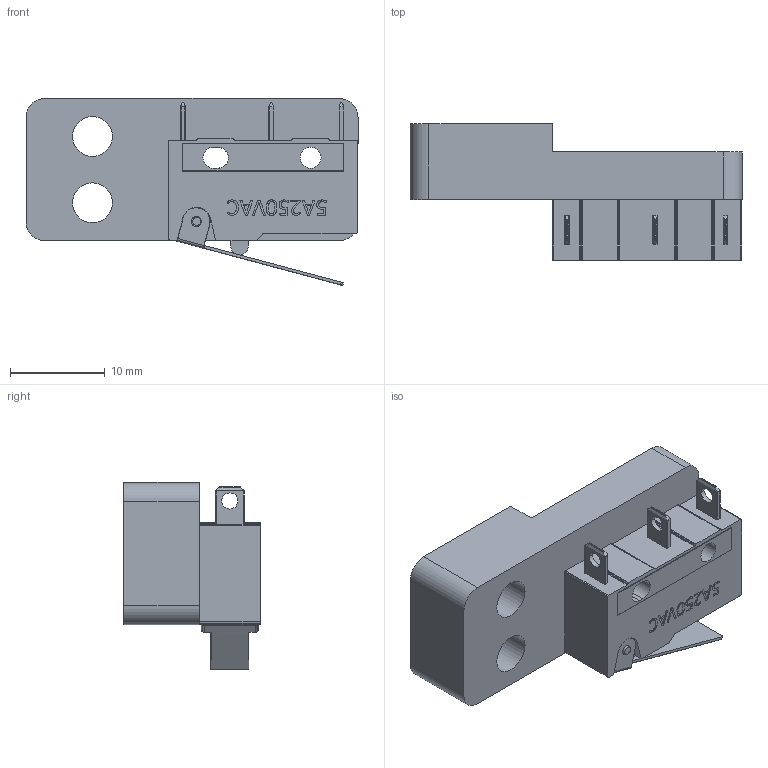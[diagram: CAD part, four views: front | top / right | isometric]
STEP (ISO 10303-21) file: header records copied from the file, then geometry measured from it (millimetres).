
FILE_DESCRIPTION (( 'STEP AP214' ), '1' );
FILE_NAME ('Zend_Stop mount.STEP', '2019-07-07T23:00:19', ( '' ), ( '' ), 'SwSTEP 2.0', 'SolidWorks 2018', '' );
FILE_SCHEMA (( 'AUTOMOTIVE_DESIGN' ));
Length unit declared in the file: millimetre
Products named in the file (3): Support End Stop; microswith; Zend_Stop mount
Assembly tree (2 placements, depth 2):
  Zend_Stop mount
    microswith
    Support End Stop
Bounding box: 35 x 14.42 x 19.72 mm (x, y, z)
Volume: 4302.4 mm3; surface area: 3121.2 mm2
Topology: 7 solids, 7 shells, 1055 faces, 2936 edges, 1944 vertices
Faces by surface type: bspline 613, plane 277, cylinder 155, torus 10
Entity records: 39612 total; most frequent: CARTESIAN_POINT 16400, ORIENTED_EDGE 5872, EDGE_CURVE 2936, DIRECTION 2896, VERTEX_POINT 1944, LINE 1398, VECTOR 1398, B_SPLINE_CURVE_WITH_KNOTS 1204
